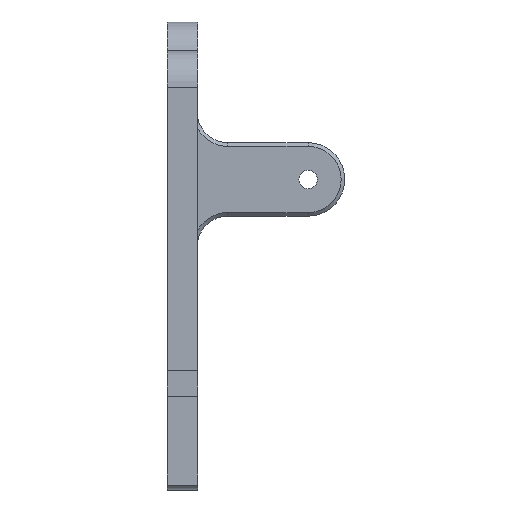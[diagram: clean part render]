
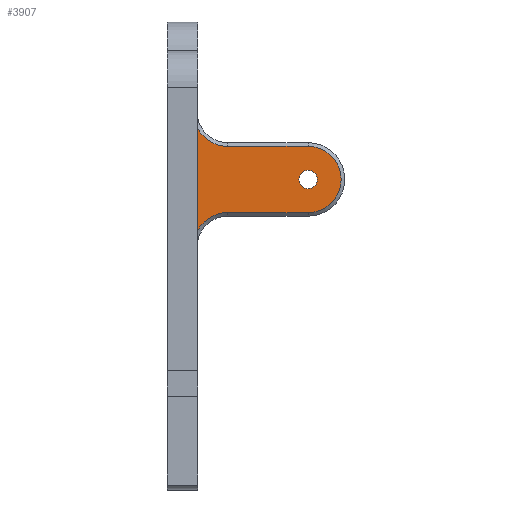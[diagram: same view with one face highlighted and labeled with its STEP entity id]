
A CAD part, left-side view. The second image highlights one B-rep face of the part: STEP entity #3907.
In plain terms, the highlighted planar face has unit normal (-1, 0, 0).
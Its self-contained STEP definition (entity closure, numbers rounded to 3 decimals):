
#53 = AXIS2_PLACEMENT_3D ( 'NONE', #4923, #2943, #5816 ) ;
#79 = CARTESIAN_POINT ( 'NONE',  ( -27.027, -17.312, 123.683 ) ) ;
#294 = LINE ( 'NONE', #3498, #2183 ) ;
#330 = CIRCLE ( 'NONE', #575, 1.5 ) ;
#353 = CARTESIAN_POINT ( 'NONE',  ( -27.027, -17.312, 122.183 ) ) ;
#514 = CARTESIAN_POINT ( 'NONE',  ( -27.027, 0.688, 115.396 ) ) ;
#542 = VERTEX_POINT ( 'NONE', #514 ) ;
#575 = AXIS2_PLACEMENT_3D ( 'NONE', #3495, #2461, #604 ) ;
#604 = DIRECTION ( 'NONE',  ( 0., 0., -1. ) ) ;
#731 = CARTESIAN_POINT ( 'NONE',  ( -27.027, 0.688, 129.683 ) ) ;
#786 = DIRECTION ( 'NONE',  ( 0., 1., 0. ) ) ;
#1095 = ORIENTED_EDGE ( 'NONE', *, *, #2181, .F. ) ;
#1209 = CARTESIAN_POINT ( 'NONE',  ( -27.027, 0.688, 131.97 ) ) ;
#1231 = EDGE_CURVE ( 'NONE', #542, #5372, #4363, .T. ) ;
#1285 = DIRECTION ( 'NONE',  ( 1., 0., 0. ) ) ;
#1301 = ORIENTED_EDGE ( 'NONE', *, *, #4996, .T. ) ;
#1368 = EDGE_LOOP ( 'NONE', ( #1095, #3994 ) ) ;
#1451 = DIRECTION ( 'NONE',  ( 0., 0., 1. ) ) ;
#1480 = DIRECTION ( 'NONE',  ( 0., 0., 1. ) ) ;
#1492 = DIRECTION ( 'NONE',  ( 1., 0., 0. ) ) ;
#1737 = PLANE ( 'NONE',  #2169 ) ;
#1929 = VECTOR ( 'NONE', #786, 1000. ) ;
#1943 = VERTEX_POINT ( 'NONE', #1953 ) ;
#1953 = CARTESIAN_POINT ( 'NONE',  ( -27.027, -17.312, 125.183 ) ) ;
#2024 = ORIENTED_EDGE ( 'NONE', *, *, #1231, .T. ) ;
#2114 = VERTEX_POINT ( 'NONE', #2691 ) ;
#2126 = AXIS2_PLACEMENT_3D ( 'NONE', #4782, #4278, #2381 ) ;
#2169 = AXIS2_PLACEMENT_3D ( 'NONE', #5145, #1285, #2739 ) ;
#2181 = EDGE_CURVE ( 'NONE', #5053, #1943, #4224, .T. ) ;
#2183 = VECTOR ( 'NONE', #5374, 1000. ) ;
#2241 = AXIS2_PLACEMENT_3D ( 'NONE', #2380, #1492, #1451 ) ;
#2317 = EDGE_CURVE ( 'NONE', #1943, #5053, #330, .T. ) ;
#2345 = ORIENTED_EDGE ( 'NONE', *, *, #3718, .T. ) ;
#2380 = CARTESIAN_POINT ( 'NONE',  ( -27.027, -4.211, 134.683 ) ) ;
#2381 = DIRECTION ( 'NONE',  ( 0., 0., 1. ) ) ;
#2461 = DIRECTION ( 'NONE',  ( -1., 0., 0. ) ) ;
#2477 = CIRCLE ( 'NONE', #2241, 5.6 ) ;
#2691 = CARTESIAN_POINT ( 'NONE',  ( -27.027, -17.312, 129.083 ) ) ;
#2739 = DIRECTION ( 'NONE',  ( 0., 0., 1. ) ) ;
#2863 = VERTEX_POINT ( 'NONE', #1209 ) ;
#2943 = DIRECTION ( 'NONE',  ( -1., 0., 0. ) ) ;
#3041 = VERTEX_POINT ( 'NONE', #6079 ) ;
#3495 = CARTESIAN_POINT ( 'NONE',  ( -27.027, -17.312, 123.683 ) ) ;
#3498 = CARTESIAN_POINT ( 'NONE',  ( -27.027, -17.312, 118.283 ) ) ;
#3568 = EDGE_CURVE ( 'NONE', #4138, #2863, #2477, .T. ) ;
#3608 = CARTESIAN_POINT ( 'NONE',  ( -27.027, -4.211, 129.083 ) ) ;
#3709 = LINE ( 'NONE', #3608, #1929 ) ;
#3718 = EDGE_CURVE ( 'NONE', #5372, #3041, #294, .T. ) ;
#3850 = LINE ( 'NONE', #731, #4762 ) ;
#3907 = ADVANCED_FACE ( 'NONE', ( #5540, #4936 ), #1737, .F. ) ;
#3994 = ORIENTED_EDGE ( 'NONE', *, *, #2317, .F. ) ;
#4037 = ORIENTED_EDGE ( 'NONE', *, *, #5724, .T. ) ;
#4138 = VERTEX_POINT ( 'NONE', #5209 ) ;
#4224 = CIRCLE ( 'NONE', #53, 1.5 ) ;
#4252 = ORIENTED_EDGE ( 'NONE', *, *, #3568, .T. ) ;
#4278 = DIRECTION ( 'NONE',  ( 1., 0., 0. ) ) ;
#4363 = CIRCLE ( 'NONE', #2126, 5.6 ) ;
#4384 = AXIS2_PLACEMENT_3D ( 'NONE', #79, #5269, #1480 ) ;
#4449 = CIRCLE ( 'NONE', #4384, 5.4 ) ;
#4547 = DIRECTION ( 'NONE',  ( 0., 0., -1. ) ) ;
#4762 = VECTOR ( 'NONE', #4547, 1000. ) ;
#4782 = CARTESIAN_POINT ( 'NONE',  ( -27.027, -4.211, 112.683 ) ) ;
#4840 = CARTESIAN_POINT ( 'NONE',  ( -27.027, -4.211, 118.283 ) ) ;
#4923 = CARTESIAN_POINT ( 'NONE',  ( -27.027, -17.312, 123.683 ) ) ;
#4936 = FACE_BOUND ( 'NONE', #1368, .T. ) ;
#4996 = EDGE_CURVE ( 'NONE', #2114, #4138, #3709, .T. ) ;
#5024 = EDGE_CURVE ( 'NONE', #2863, #542, #3850, .T. ) ;
#5053 = VERTEX_POINT ( 'NONE', #353 ) ;
#5145 = CARTESIAN_POINT ( 'NONE',  ( -27.027, -17.312, 123.683 ) ) ;
#5204 = EDGE_LOOP ( 'NONE', ( #5765, #2024, #2345, #4037, #1301, #4252 ) ) ;
#5209 = CARTESIAN_POINT ( 'NONE',  ( -27.027, -4.211, 129.083 ) ) ;
#5269 = DIRECTION ( 'NONE',  ( -1., 0., 0. ) ) ;
#5372 = VERTEX_POINT ( 'NONE', #4840 ) ;
#5374 = DIRECTION ( 'NONE',  ( 0., -1., 0. ) ) ;
#5540 = FACE_OUTER_BOUND ( 'NONE', #5204, .T. ) ;
#5724 = EDGE_CURVE ( 'NONE', #3041, #2114, #4449, .T. ) ;
#5765 = ORIENTED_EDGE ( 'NONE', *, *, #5024, .T. ) ;
#5816 = DIRECTION ( 'NONE',  ( 0., 0., -1. ) ) ;
#6079 = CARTESIAN_POINT ( 'NONE',  ( -27.027, -17.312, 118.283 ) ) ;
